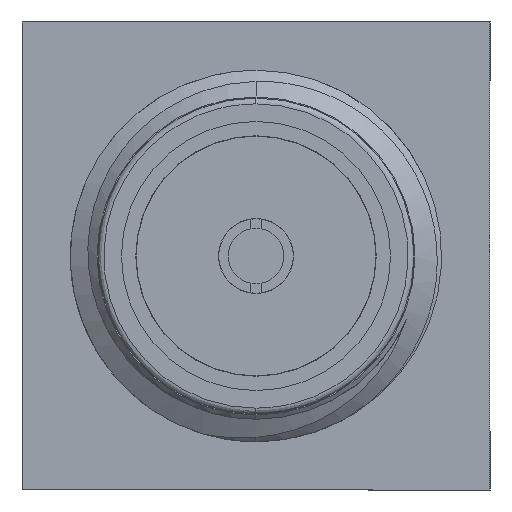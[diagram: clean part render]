
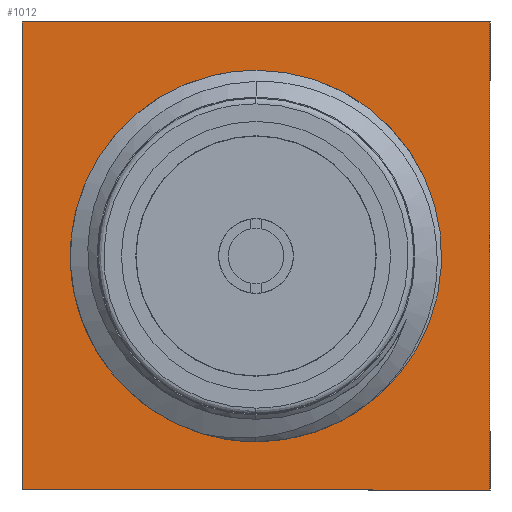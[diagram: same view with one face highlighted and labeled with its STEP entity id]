
A CAD part, left-side view. The second image highlights one B-rep face of the part: STEP entity #1012.
In plain terms, the highlighted planar face has unit normal (-1, 0, 0).
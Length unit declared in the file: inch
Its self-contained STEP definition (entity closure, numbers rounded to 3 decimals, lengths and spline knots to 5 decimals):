
#19 = FACE_BOUND ( 'NONE', #3615, .T. ) ;
#263 = DIRECTION ( 'NONE',  ( 0., 1., 0. ) ) ;
#295 = VECTOR ( 'NONE', #604, 39.37008 ) ;
#337 = DIRECTION ( 'NONE',  ( 0., 0., 1. ) ) ;
#364 = VERTEX_POINT ( 'NONE', #3456 ) ;
#431 = EDGE_CURVE ( 'NONE', #938, #1946, #3422, .T. ) ;
#604 = DIRECTION ( 'NONE',  ( 0., -1., 0. ) ) ;
#616 = CARTESIAN_POINT ( 'NONE',  ( 0.31024, 0., 0.1063 ) ) ;
#666 = CARTESIAN_POINT ( 'NONE',  ( 0.31024, 0.15748, 0.15748 ) ) ;
#828 = ORIENTED_EDGE ( 'NONE', *, *, #2624, .T. ) ;
#845 = ORIENTED_EDGE ( 'NONE', *, *, #3711, .T. ) ;
#849 = CARTESIAN_POINT ( 'NONE',  ( 0.31024, -0.15748, 0.15748 ) ) ;
#907 = CARTESIAN_POINT ( 'NONE',  ( 0.31024, 0.15748, -0.15748 ) ) ;
#919 = AXIS2_PLACEMENT_3D ( 'NONE', #1424, #2595, #3477 ) ;
#937 = CARTESIAN_POINT ( 'NONE',  ( 0.31024, 0., 0. ) ) ;
#938 = VERTEX_POINT ( 'NONE', #616 ) ;
#952 = DIRECTION ( 'NONE',  ( 0., 0., -1. ) ) ;
#953 = ORIENTED_EDGE ( 'NONE', *, *, #3514, .T. ) ;
#1012 = ADVANCED_FACE ( 'NONE', ( #19, #1431 ), #1509, .T. ) ;
#1037 = AXIS2_PLACEMENT_3D ( 'NONE', #1187, #2659, #337 ) ;
#1050 = CARTESIAN_POINT ( 'NONE',  ( 0.31024, 0.15748, 0.15748 ) ) ;
#1177 = DIRECTION ( 'NONE',  ( 0., 0., 1. ) ) ;
#1187 = CARTESIAN_POINT ( 'NONE',  ( 0.31024, 0., 0. ) ) ;
#1194 = ORIENTED_EDGE ( 'NONE', *, *, #3724, .T. ) ;
#1300 = VERTEX_POINT ( 'NONE', #1050 ) ;
#1424 = CARTESIAN_POINT ( 'NONE',  ( 0.31024, 0., 0. ) ) ;
#1431 = FACE_OUTER_BOUND ( 'NONE', #2607, .T. ) ;
#1467 = CIRCLE ( 'NONE', #3616, 0.1063 ) ;
#1509 = PLANE ( 'NONE',  #1037 ) ;
#1591 = VECTOR ( 'NONE', #263, 39.37008 ) ;
#1759 = LINE ( 'NONE', #1780, #1591 ) ;
#1772 = VERTEX_POINT ( 'NONE', #3772 ) ;
#1780 = CARTESIAN_POINT ( 'NONE',  ( 0.31024, 0.15748, 0.15748 ) ) ;
#1946 = VERTEX_POINT ( 'NONE', #2977 ) ;
#1955 = VECTOR ( 'NONE', #3598, 39.37008 ) ;
#2216 = EDGE_CURVE ( 'NONE', #364, #1772, #3193, .T. ) ;
#2438 = ORIENTED_EDGE ( 'NONE', *, *, #431, .T. ) ;
#2480 = CARTESIAN_POINT ( 'NONE',  ( 0.31024, -0.15748, 0.15748 ) ) ;
#2595 = DIRECTION ( 'NONE',  ( 1., 0., 0. ) ) ;
#2607 = EDGE_LOOP ( 'NONE', ( #3231, #828, #953, #1194 ) ) ;
#2624 = EDGE_CURVE ( 'NONE', #1772, #3272, #3471, .T. ) ;
#2659 = DIRECTION ( 'NONE',  ( -1., 0., 0. ) ) ;
#2977 = CARTESIAN_POINT ( 'NONE',  ( 0.31024, 0., -0.1063 ) ) ;
#3002 = DIRECTION ( 'NONE',  ( 1., 0., 0. ) ) ;
#3174 = VECTOR ( 'NONE', #1177, 39.37008 ) ;
#3193 = LINE ( 'NONE', #907, #295 ) ;
#3231 = ORIENTED_EDGE ( 'NONE', *, *, #2216, .T. ) ;
#3272 = VERTEX_POINT ( 'NONE', #2480 ) ;
#3275 = LINE ( 'NONE', #666, #1955 ) ;
#3422 = CIRCLE ( 'NONE', #919, 0.1063 ) ;
#3456 = CARTESIAN_POINT ( 'NONE',  ( 0.31024, 0.15748, -0.15748 ) ) ;
#3471 = LINE ( 'NONE', #849, #3174 ) ;
#3477 = DIRECTION ( 'NONE',  ( 0., 0., -1. ) ) ;
#3514 = EDGE_CURVE ( 'NONE', #3272, #1300, #1759, .T. ) ;
#3598 = DIRECTION ( 'NONE',  ( 0., 0., -1. ) ) ;
#3615 = EDGE_LOOP ( 'NONE', ( #845, #2438 ) ) ;
#3616 = AXIS2_PLACEMENT_3D ( 'NONE', #937, #3002, #952 ) ;
#3711 = EDGE_CURVE ( 'NONE', #1946, #938, #1467, .T. ) ;
#3724 = EDGE_CURVE ( 'NONE', #1300, #364, #3275, .T. ) ;
#3772 = CARTESIAN_POINT ( 'NONE',  ( 0.31024, -0.15748, -0.15748 ) ) ;
